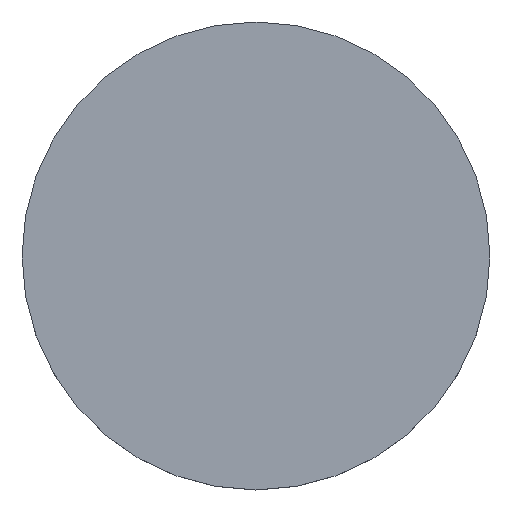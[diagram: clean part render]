
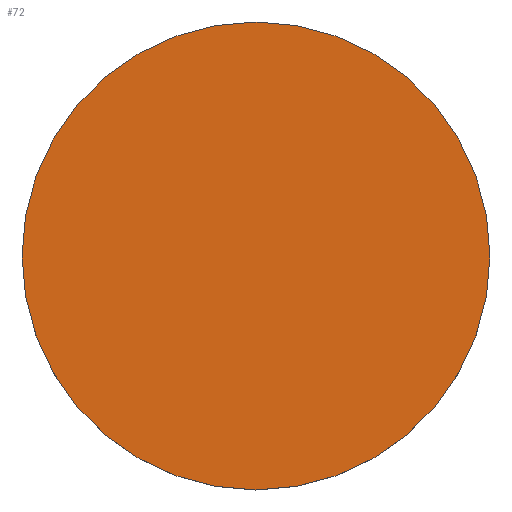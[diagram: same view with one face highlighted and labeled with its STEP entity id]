
A CAD part, top view. The second image highlights one B-rep face of the part: STEP entity #72.
In plain terms, the highlighted planar face has unit normal (0, 0, 1).
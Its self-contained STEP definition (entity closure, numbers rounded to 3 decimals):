
#7 = CARTESIAN_POINT ( 'NONE',  ( 19.05, 0., 13.5 ) ) ;
#15 = AXIS2_PLACEMENT_3D ( 'NONE', #36, #70, #192 ) ;
#22 = CIRCLE ( 'NONE', #198, 19.05 ) ;
#25 = AXIS2_PLACEMENT_3D ( 'NONE', #76, #220, #114 ) ;
#31 = CARTESIAN_POINT ( 'NONE',  ( 0., 0., 13.5 ) ) ;
#32 = CIRCLE ( 'NONE', #25, 19.05 ) ;
#36 = CARTESIAN_POINT ( 'NONE',  ( 0., 39.066, 13.5 ) ) ;
#70 = DIRECTION ( 'NONE',  ( 0., 0., 1. ) ) ;
#72 = ADVANCED_FACE ( 'NONE', ( #195 ), #227, .T. ) ;
#76 = CARTESIAN_POINT ( 'NONE',  ( 0., 0., 13.5 ) ) ;
#83 = EDGE_CURVE ( 'NONE', #149, #140, #32, .T. ) ;
#92 = DIRECTION ( 'NONE',  ( 1., 0., 0. ) ) ;
#96 = EDGE_CURVE ( 'NONE', #140, #149, #22, .T. ) ;
#114 = DIRECTION ( 'NONE',  ( 1., 0., 0. ) ) ;
#134 = DIRECTION ( 'NONE',  ( 0., 0., -1. ) ) ;
#136 = CARTESIAN_POINT ( 'NONE',  ( -19.05, 0., 13.5 ) ) ;
#140 = VERTEX_POINT ( 'NONE', #7 ) ;
#145 = EDGE_LOOP ( 'NONE', ( #216, #185 ) ) ;
#149 = VERTEX_POINT ( 'NONE', #136 ) ;
#185 = ORIENTED_EDGE ( 'NONE', *, *, #83, .F. ) ;
#192 = DIRECTION ( 'NONE',  ( 1., 0., 0. ) ) ;
#195 = FACE_OUTER_BOUND ( 'NONE', #145, .T. ) ;
#198 = AXIS2_PLACEMENT_3D ( 'NONE', #31, #134, #92 ) ;
#216 = ORIENTED_EDGE ( 'NONE', *, *, #96, .F. ) ;
#220 = DIRECTION ( 'NONE',  ( 0., 0., -1. ) ) ;
#227 = PLANE ( 'NONE',  #15 ) ;
